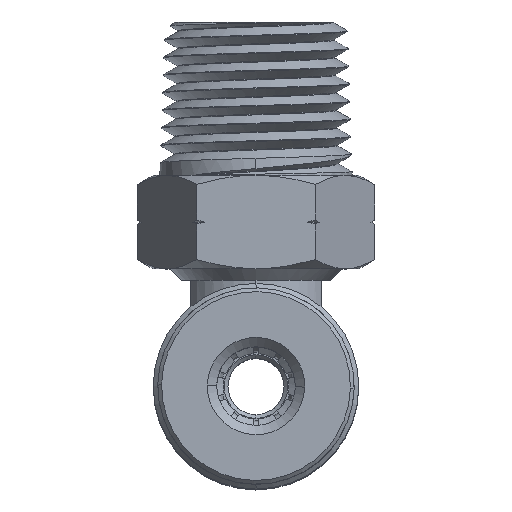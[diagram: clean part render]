
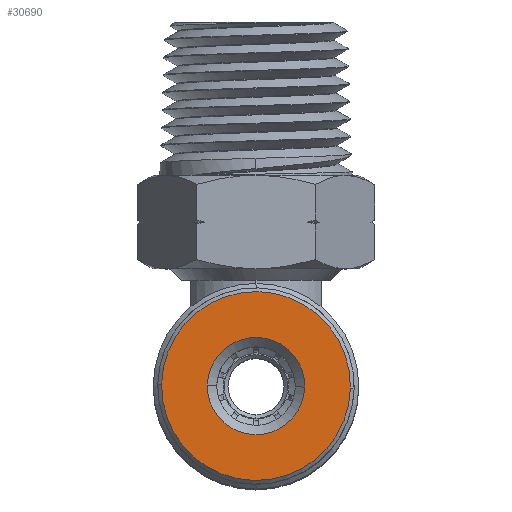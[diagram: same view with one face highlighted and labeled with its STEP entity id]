
A CAD part, top view. The second image highlights one B-rep face of the part: STEP entity #30690.
In plain terms, the highlighted planar face has unit normal (0, 0, 1).
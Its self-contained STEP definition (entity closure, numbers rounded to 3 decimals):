
#3335 = FACE_OUTER_BOUND ( 'NONE', #26153, .T. ) ;
#4520 = CARTESIAN_POINT ( 'NONE',  ( -5.049, 0.106, 14.49 ) ) ;
#5020 = CARTESIAN_POINT ( 'NONE',  ( 0., 0., 14.49 ) ) ;
#5297 = AXIS2_PLACEMENT_3D ( 'NONE', #32508, #14918, #35539 ) ;
#6015 = CARTESIAN_POINT ( 'NONE',  ( 0., 0., 14.49 ) ) ;
#7761 = CARTESIAN_POINT ( 'NONE',  ( 5.049, -0.106, 14.49 ) ) ;
#7992 = DIRECTION ( 'NONE',  ( -1., 0.021, 0. ) ) ;
#8050 = AXIS2_PLACEMENT_3D ( 'NONE', #6015, #26627, #8972 ) ;
#8648 = CIRCLE ( 'NONE', #16066, 2.6 ) ;
#8972 = DIRECTION ( 'NONE',  ( -1., 0.021, 0. ) ) ;
#9308 = CARTESIAN_POINT ( 'NONE',  ( 0., 0., 14.49 ) ) ;
#9527 = CARTESIAN_POINT ( 'NONE',  ( 0., 0., 14.49 ) ) ;
#9599 = VERTEX_POINT ( 'NONE', #19262 ) ;
#10448 = ORIENTED_EDGE ( 'NONE', *, *, #37622, .T. ) ;
#11072 = EDGE_LOOP ( 'NONE', ( #21959, #13688 ) ) ;
#11192 = FACE_BOUND ( 'NONE', #11072, .T. ) ;
#11886 = AXIS2_PLACEMENT_3D ( 'NONE', #9308, #29909, #12261 ) ;
#12057 = VERTEX_POINT ( 'NONE', #35755 ) ;
#12261 = DIRECTION ( 'NONE',  ( -1., 0.021, 0. ) ) ;
#12488 = DIRECTION ( 'NONE',  ( -1., 0.021, 0. ) ) ;
#13383 = EDGE_CURVE ( 'NONE', #14885, #24997, #25091, .T. ) ;
#13688 = ORIENTED_EDGE ( 'NONE', *, *, #33289, .T. ) ;
#13891 = CIRCLE ( 'NONE', #21123, 2.6 ) ;
#14885 = VERTEX_POINT ( 'NONE', #4520 ) ;
#14918 = DIRECTION ( 'NONE',  ( 0., 0., 1. ) ) ;
#16066 = AXIS2_PLACEMENT_3D ( 'NONE', #5020, #25665, #7992 ) ;
#19262 = CARTESIAN_POINT ( 'NONE',  ( -2.599, 0.054, 14.49 ) ) ;
#20368 = EDGE_CURVE ( 'NONE', #9599, #12057, #13891, .T. ) ;
#20693 = PLANE ( 'NONE',  #5297 ) ;
#21123 = AXIS2_PLACEMENT_3D ( 'NONE', #9527, #30130, #12488 ) ;
#21959 = ORIENTED_EDGE ( 'NONE', *, *, #20368, .T. ) ;
#24347 = ORIENTED_EDGE ( 'NONE', *, *, #13383, .T. ) ;
#24997 = VERTEX_POINT ( 'NONE', #7761 ) ;
#25091 = CIRCLE ( 'NONE', #11886, 5.05 ) ;
#25665 = DIRECTION ( 'NONE',  ( 0., 0., -1. ) ) ;
#26153 = EDGE_LOOP ( 'NONE', ( #10448, #24347 ) ) ;
#26627 = DIRECTION ( 'NONE',  ( 0., 0., 1. ) ) ;
#29909 = DIRECTION ( 'NONE',  ( 0., 0., 1. ) ) ;
#30130 = DIRECTION ( 'NONE',  ( 0., 0., -1. ) ) ;
#30677 = CIRCLE ( 'NONE', #8050, 5.05 ) ;
#30690 = ADVANCED_FACE ( 'NONE', ( #11192, #3335 ), #20693, .T. ) ;
#32508 = CARTESIAN_POINT ( 'NONE',  ( 0., 0., 14.49 ) ) ;
#33289 = EDGE_CURVE ( 'NONE', #12057, #9599, #8648, .T. ) ;
#35539 = DIRECTION ( 'NONE',  ( -1., 0.021, 0. ) ) ;
#35755 = CARTESIAN_POINT ( 'NONE',  ( 2.599, -0.054, 14.49 ) ) ;
#37622 = EDGE_CURVE ( 'NONE', #24997, #14885, #30677, .T. ) ;
